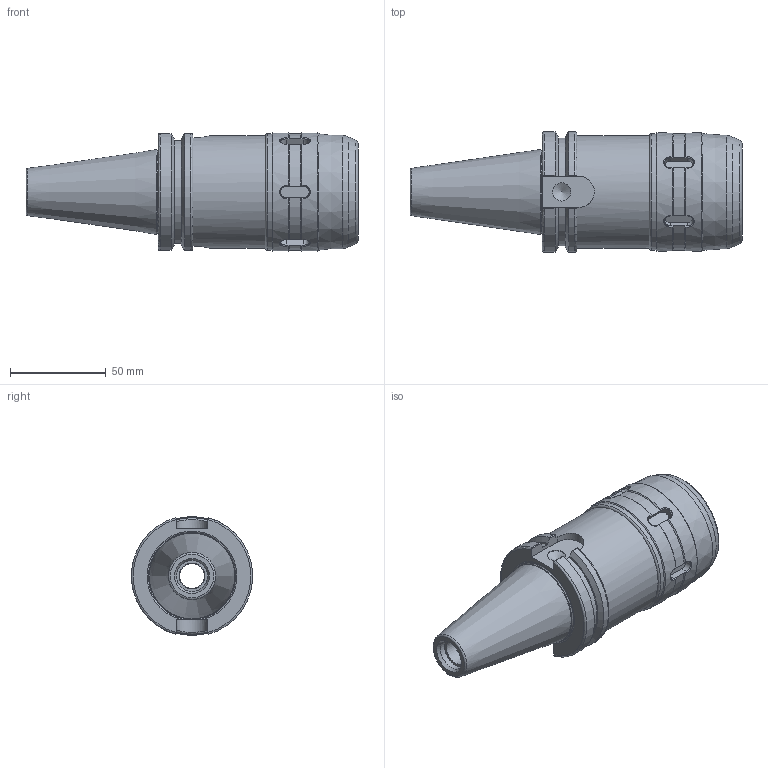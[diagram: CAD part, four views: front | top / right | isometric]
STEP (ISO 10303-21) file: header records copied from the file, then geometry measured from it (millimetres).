
FILE_DESCRIPTION(/* description */ (''),/* implementation_level */ '2;1');
FILE_NAME(/* name */ 'LB022.stp',/* time_stamp */ '2023-01-16T08:25:42+09:00',/* author */ ('eos'),/* organization */ (''),/* preprocessor_version */ 'ST-DEVELOPER v18.1',/* originating_system */ 'Autodesk Inventor 2022',/* authorisation */ '');
FILE_SCHEMA (('AUTOMOTIVE_DESIGN { 1 0 10303 214 3 1 1 }'));
Length unit declared in the file: millimetre
Products named in the file (3): CCT40-C25.4-105HS; CAT50; C32-CAP
Assembly tree (2 placements, depth 2):
  CCT40-C25.4-105HS
    CAT50
    C32-CAP
Bounding box: 173.75 x 63.26 x 62 mm (x, y, z)
Volume: 287173.6 mm3; surface area: 60052 mm2
Topology: 2 solids, 2 shells, 176 faces, 447 edges, 287 vertices
Faces by surface type: plane 79, cylinder 44, cone 30, bspline 12, torus 11
Full cylindrical faces by diameter (mm): 9.525 x1, 13 x1, 13.386 x1, 16.3 x1, 25.4 x1, 26 x1, 31.6 x1, 35.2 x1, 43.8 x1, 44.5 x3, 46.45 x2, 59 x1, 61 x1, 62 x2
Entity records: 6292 total; most frequent: CARTESIAN_POINT 2118, ORIENTED_EDGE 892, DIRECTION 807, EDGE_CURVE 446, AXIS2_PLACEMENT_3D 302, VERTEX_POINT 287, LINE 203, VECTOR 203
